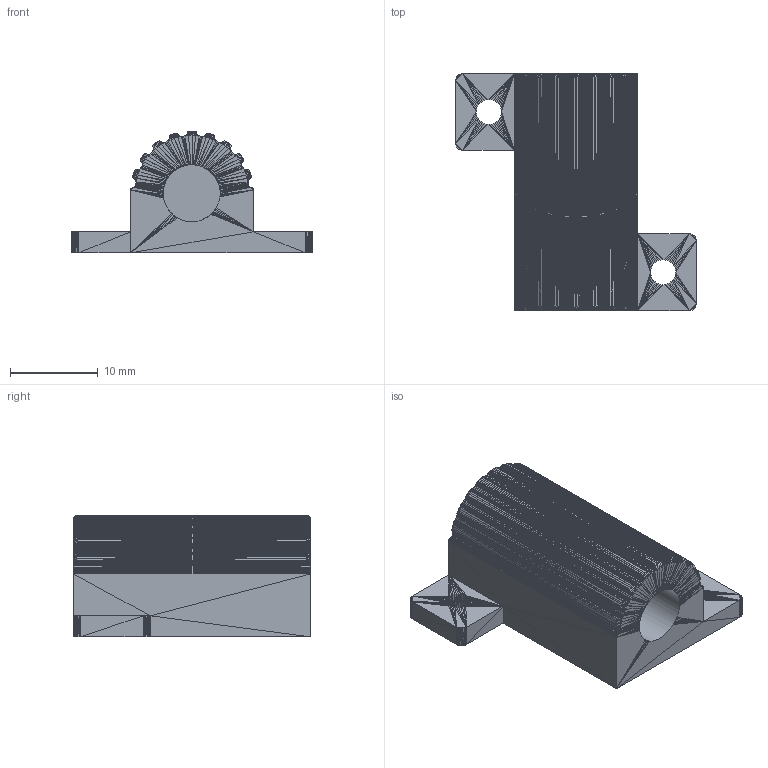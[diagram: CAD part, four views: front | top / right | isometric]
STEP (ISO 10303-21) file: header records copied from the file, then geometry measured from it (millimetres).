
FILE_DESCRIPTION(/* description */ (''),/* implementation_level */ '2;1');
FILE_NAME(/* name */ 'Sage_RH-25.step',/* time_stamp */ '2020-09-18T11:50:58+02:00',/* author */ (''),/* organization */ (''),/* preprocessor_version */ 'ST-DEVELOPER v18.1',/* originating_system */ 'Autodesk Translation Framework v9.3.0.1241',/* authorisation */ '');
FILE_SCHEMA (('AUTOMOTIVE_DESIGN { 1 0 10303 214 3 1 1 }'));
Length unit declared in the file: millimetre
Products named in the file (1): sage
Bounding box: 27.43 x 27 x 13.87 mm (x, y, z)
Volume: 4323.4 mm3; surface area: 2396.7 mm2
Topology: 1 solids, 1 shells, 2492 faces, 3839 edges, 1345 vertices
Faces by surface type: plane 2491, cylinder 1
Full cylindrical faces by diameter (mm): 6.5 x1
Entity records: 49665 total; most frequent: DIRECTION 8950, ORIENTED_EDGE 7678, CARTESIAN_POINT 7677, EDGE_CURVE 3839, LINE 3714, VECTOR 3714, AXIS2_PLACEMENT_3D 2618, FACE_OUTER_BOUND 2492
